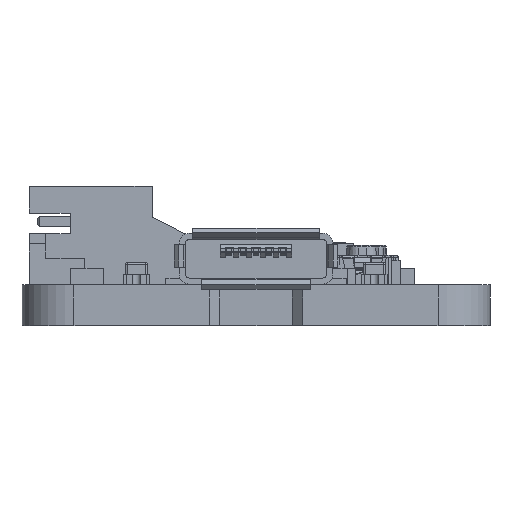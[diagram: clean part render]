
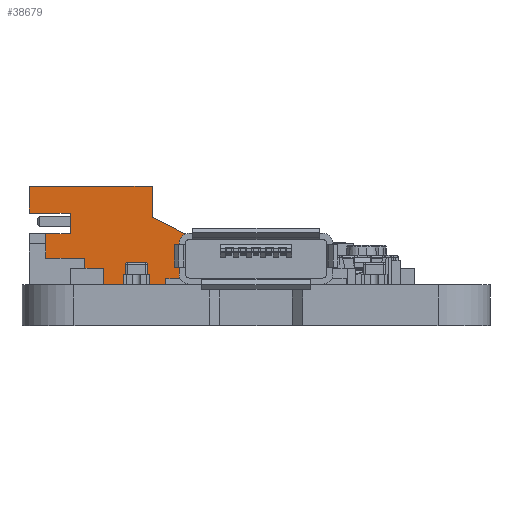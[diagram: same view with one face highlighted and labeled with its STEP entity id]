
A CAD part, left-side view. The second image highlights one B-rep face of the part: STEP entity #38679.
In plain terms, the highlighted planar face has unit normal (-1, 0, 0).
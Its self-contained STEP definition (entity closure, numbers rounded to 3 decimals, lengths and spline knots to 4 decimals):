
#4097=FACE_OUTER_BOUND('',#6442,.T.);
#6442=EDGE_LOOP('',(#34244,#34245,#34246,#34247,#34248,#34249,#34250,#34251,
#34252,#34253,#34254,#34255));
#10591=LINE('',#64256,#14915);
#10612=LINE('',#64299,#14936);
#10693=LINE('',#64456,#15017);
#10695=LINE('',#64460,#15019);
#10697=LINE('',#64464,#15021);
#10698=LINE('',#64467,#15022);
#10701=LINE('',#64472,#15025);
#10702=LINE('',#64474,#15026);
#10704=LINE('',#64479,#15028);
#10706=LINE('',#64482,#15030);
#10735=LINE('',#64538,#15059);
#10737=LINE('',#64541,#15061);
#14915=VECTOR('',#51763,1.5);
#14936=VECTOR('',#51790,1.2);
#15017=VECTOR('',#51931,1.2);
#15019=VECTOR('',#51935,1.9);
#15021=VECTOR('',#51939,1.3);
#15022=VECTOR('',#51942,4.9);
#15025=VECTOR('',#51947,2.5);
#15026=VECTOR('',#51950,1.7889);
#15028=VECTOR('',#51954,2.);
#15030=VECTOR('',#51958,1.);
#15059=VECTOR('',#52009,1.3);
#15061=VECTOR('',#52013,6.);
#18422=VERTEX_POINT('',#64253);
#18423=VERTEX_POINT('',#64255);
#18441=VERTEX_POINT('',#64297);
#18442=VERTEX_POINT('',#64298);
#18488=VERTEX_POINT('',#64454);
#18489=VERTEX_POINT('',#64458);
#18490=VERTEX_POINT('',#64462);
#18491=VERTEX_POINT('',#64466);
#18492=VERTEX_POINT('',#64470);
#18493=VERTEX_POINT('',#64476);
#18494=VERTEX_POINT('',#64478);
#18510=VERTEX_POINT('',#64537);
#23626=EDGE_CURVE('',#18422,#18423,#10591,.F.);
#23647=EDGE_CURVE('',#18441,#18442,#10612,.F.);
#23728=EDGE_CURVE('',#18442,#18488,#10693,.F.);
#23730=EDGE_CURVE('',#18488,#18489,#10695,.T.);
#23732=EDGE_CURVE('',#18489,#18490,#10697,.F.);
#23733=EDGE_CURVE('',#18490,#18491,#10698,.T.);
#23736=EDGE_CURVE('',#18491,#18492,#10701,.T.);
#23737=EDGE_CURVE('',#18492,#18423,#10702,.T.);
#23739=EDGE_CURVE('',#18494,#18493,#10704,.T.);
#23741=EDGE_CURVE('',#18493,#18441,#10706,.F.);
#23770=EDGE_CURVE('',#18510,#18494,#10735,.F.);
#23772=EDGE_CURVE('',#18510,#18422,#10737,.F.);
#34244=ORIENTED_EDGE('',*,*,#23739,.T.);
#34245=ORIENTED_EDGE('',*,*,#23741,.T.);
#34246=ORIENTED_EDGE('',*,*,#23647,.T.);
#34247=ORIENTED_EDGE('',*,*,#23728,.T.);
#34248=ORIENTED_EDGE('',*,*,#23730,.T.);
#34249=ORIENTED_EDGE('',*,*,#23732,.T.);
#34250=ORIENTED_EDGE('',*,*,#23733,.T.);
#34251=ORIENTED_EDGE('',*,*,#23736,.T.);
#34252=ORIENTED_EDGE('',*,*,#23737,.T.);
#34253=ORIENTED_EDGE('',*,*,#23626,.F.);
#34254=ORIENTED_EDGE('',*,*,#23772,.F.);
#34255=ORIENTED_EDGE('',*,*,#23770,.T.);
#35886=PLANE('',#41913);
#38679=ADVANCED_FACE('',(#4097),#35886,.T.);
#41913=AXIS2_PLACEMENT_3D('',#64540,#52011,#52012);
#51763=DIRECTION('',(0.,0.,1.));
#51790=DIRECTION('',(0.,-1.,0.));
#51931=DIRECTION('',(0.,0.,1.));
#51935=DIRECTION('',(0.,-1.,0.));
#51939=DIRECTION('',(0.,0.,1.));
#51942=DIRECTION('',(0.,-1.,0.));
#51947=DIRECTION('',(0.,0.,1.));
#51950=DIRECTION('',(0.,0.894,0.447));
#51954=DIRECTION('',(0.,-1.,0.));
#51958=DIRECTION('',(0.,0.,1.));
#52009=DIRECTION('',(0.,0.,1.));
#52011=DIRECTION('center_axis',(-1.,0.,0.));
#52012=DIRECTION('ref_axis',(0.,-1.,0.));
#52013=DIRECTION('',(0.,1.,0.));
#64253=CARTESIAN_POINT('',(-3.95,-2.8,4.8));
#64255=CARTESIAN_POINT('',(-3.95,-2.8,3.3));
#64256=CARTESIAN_POINT('',(-3.95,-2.8,3.3));
#64297=CARTESIAN_POINT('',(-3.95,1.2,2.5));
#64298=CARTESIAN_POINT('',(-3.95,2.4,2.5));
#64299=CARTESIAN_POINT('',(-3.95,2.4,2.5));
#64454=CARTESIAN_POINT('',(-3.95,2.4,1.3));
#64456=CARTESIAN_POINT('',(-3.95,2.4,1.3));
#64458=CARTESIAN_POINT('',(-3.95,0.5,1.3));
#64460=CARTESIAN_POINT('',(-3.95,2.4,1.3));
#64462=CARTESIAN_POINT('',(-3.95,0.5,0.));
#64464=CARTESIAN_POINT('',(-3.95,0.5,0.));
#64466=CARTESIAN_POINT('',(-3.95,-4.4,0.));
#64467=CARTESIAN_POINT('',(-3.95,0.5,0.));
#64470=CARTESIAN_POINT('',(-3.95,-4.4,2.5));
#64472=CARTESIAN_POINT('',(-3.95,-4.4,0.));
#64474=CARTESIAN_POINT('',(-3.95,-4.4,2.5));
#64476=CARTESIAN_POINT('',(-3.95,1.2,3.5));
#64478=CARTESIAN_POINT('',(-3.95,3.2,3.5));
#64479=CARTESIAN_POINT('',(-3.95,3.2,3.5));
#64482=CARTESIAN_POINT('',(-3.95,1.2,2.5));
#64537=CARTESIAN_POINT('',(-3.95,3.2,4.8));
#64538=CARTESIAN_POINT('',(-3.95,3.2,3.5));
#64540=CARTESIAN_POINT('Origin',(-3.95,0.2,2.4));
#64541=CARTESIAN_POINT('',(-3.95,-2.8,4.8));
